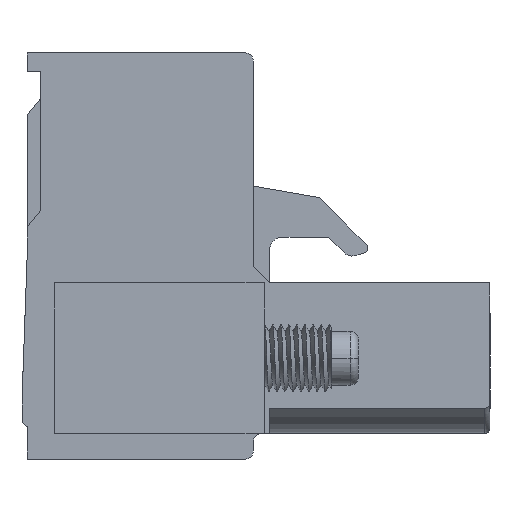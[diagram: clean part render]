
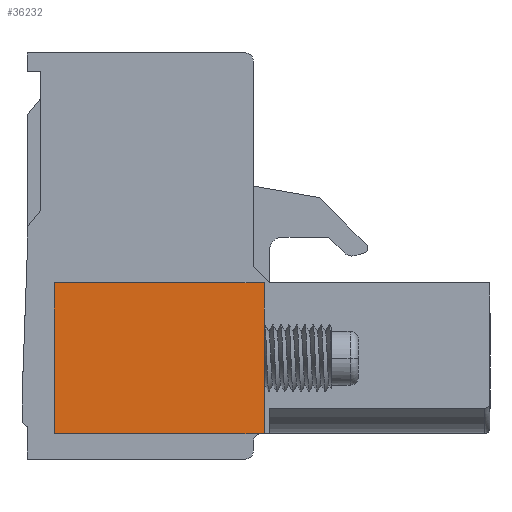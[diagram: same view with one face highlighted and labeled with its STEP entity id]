
A CAD part, left-side view. The second image highlights one B-rep face of the part: STEP entity #36232.
In plain terms, the highlighted planar face has unit normal (-1, 0, 0).
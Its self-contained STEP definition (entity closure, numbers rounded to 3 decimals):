
#466 = EDGE_LOOP ( 'NONE', ( #29688, #2030, #14595, #9586 ) ) ;
#855 = LINE ( 'NONE', #26636, #32860 ) ;
#1551 = CARTESIAN_POINT ( 'NONE',  ( -5., 16.2, 6.55 ) ) ;
#2030 = ORIENTED_EDGE ( 'NONE', *, *, #21539, .F. ) ;
#2714 = VECTOR ( 'NONE', #34090, 1000. ) ;
#3356 = VERTEX_POINT ( 'NONE', #28248 ) ;
#4391 = VERTEX_POINT ( 'NONE', #1551 ) ;
#5442 = DIRECTION ( 'NONE',  ( 0., -1., 0. ) ) ;
#5829 = FACE_OUTER_BOUND ( 'NONE', #466, .T. ) ;
#8829 = LINE ( 'NONE', #25662, #22267 ) ;
#9586 = ORIENTED_EDGE ( 'NONE', *, *, #27601, .T. ) ;
#10839 = CARTESIAN_POINT ( 'NONE',  ( -5., 16.2, 0.95 ) ) ;
#11132 = EDGE_CURVE ( 'NONE', #30676, #3356, #855, .T. ) ;
#11455 = PLANE ( 'NONE',  #33697 ) ;
#11912 = DIRECTION ( 'NONE',  ( 0., -1., 0. ) ) ;
#14595 = ORIENTED_EDGE ( 'NONE', *, *, #19119, .F. ) ;
#17159 = LINE ( 'NONE', #22852, #2714 ) ;
#18514 = VECTOR ( 'NONE', #19254, 1000. ) ;
#18843 = CARTESIAN_POINT ( 'NONE',  ( -5., 8.4, 0.95 ) ) ;
#19119 = EDGE_CURVE ( 'NONE', #25858, #4391, #17159, .T. ) ;
#19254 = DIRECTION ( 'NONE',  ( 0., -1., 0. ) ) ;
#21539 = EDGE_CURVE ( 'NONE', #4391, #3356, #8829, .T. ) ;
#21829 = LINE ( 'NONE', #10839, #18514 ) ;
#22267 = VECTOR ( 'NONE', #11912, 1000. ) ;
#22852 = CARTESIAN_POINT ( 'NONE',  ( -5., 16.2, 0.95 ) ) ;
#25662 = CARTESIAN_POINT ( 'NONE',  ( -5., 16.2, 6.55 ) ) ;
#25858 = VERTEX_POINT ( 'NONE', #34479 ) ;
#26636 = CARTESIAN_POINT ( 'NONE',  ( -5., 8.4, 0.95 ) ) ;
#27601 = EDGE_CURVE ( 'NONE', #25858, #30676, #21829, .T. ) ;
#28248 = CARTESIAN_POINT ( 'NONE',  ( -5., 8.4, 6.55 ) ) ;
#29688 = ORIENTED_EDGE ( 'NONE', *, *, #11132, .T. ) ;
#30676 = VERTEX_POINT ( 'NONE', #18843 ) ;
#32198 = DIRECTION ( 'NONE',  ( 0., 0., 1. ) ) ;
#32860 = VECTOR ( 'NONE', #32198, 1000. ) ;
#33697 = AXIS2_PLACEMENT_3D ( 'NONE', #34059, #33876, #5442 ) ;
#33876 = DIRECTION ( 'NONE',  ( -1., 0., 0. ) ) ;
#34059 = CARTESIAN_POINT ( 'NONE',  ( -5., 16.2, 0.95 ) ) ;
#34090 = DIRECTION ( 'NONE',  ( 0., 0., 1. ) ) ;
#34479 = CARTESIAN_POINT ( 'NONE',  ( -5., 16.2, 0.95 ) ) ;
#36232 = ADVANCED_FACE ( 'NONE', ( #5829 ), #11455, .T. ) ;
